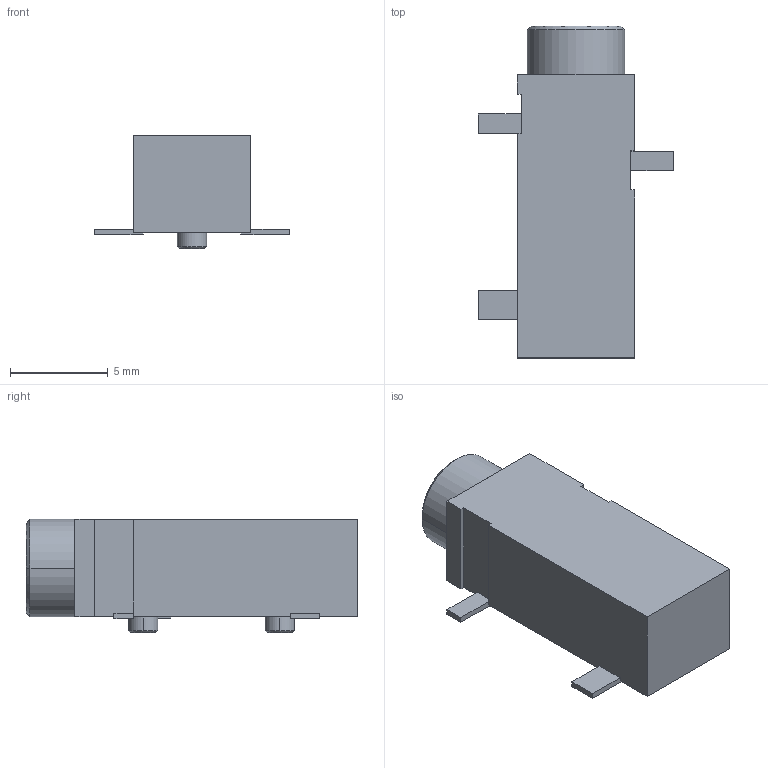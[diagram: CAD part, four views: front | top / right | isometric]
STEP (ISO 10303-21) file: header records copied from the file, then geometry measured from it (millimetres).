
FILE_DESCRIPTION((''),'2;1');
FILE_NAME('CUI_SJ-3523-SMT','2010-10-05T',('Simon'),(''),'PRO/ENGINEER BY PARAMETRIC TECHNOLOGY CORPORATION, 2008400','PRO/ENGINEER BY PARAMETRIC TECHNOLOGY CORPORATION, 2008400','');
FILE_SCHEMA(('AUTOMOTIVE_DESIGN_CC2 { 1 2 10303 214 -1 1 5 2 }'));
Length unit declared in the file: millimetre
Products named in the file (1): CUI_SJ-3523-SMT
Bounding box: 10 x 17 x 5.8 mm (x, y, z)
Volume: 459.2 mm3; surface area: 472.1 mm2
Topology: 1 solids, 1 shells, 53 faces, 135 edges, 90 vertices
Faces by surface type: plane 37, cylinder 8, cone 8
Entity records: 2433 total; most frequent: CARTESIAN_POINT 274, DIRECTION 271, ORIENTED_EDGE 264, PRESENTATION_STYLE_ASSIGNMENT 162, STYLED_ITEM 138, CURVE_STYLE 137, EDGE_CURVE 132, COLOUR_RGB 124
